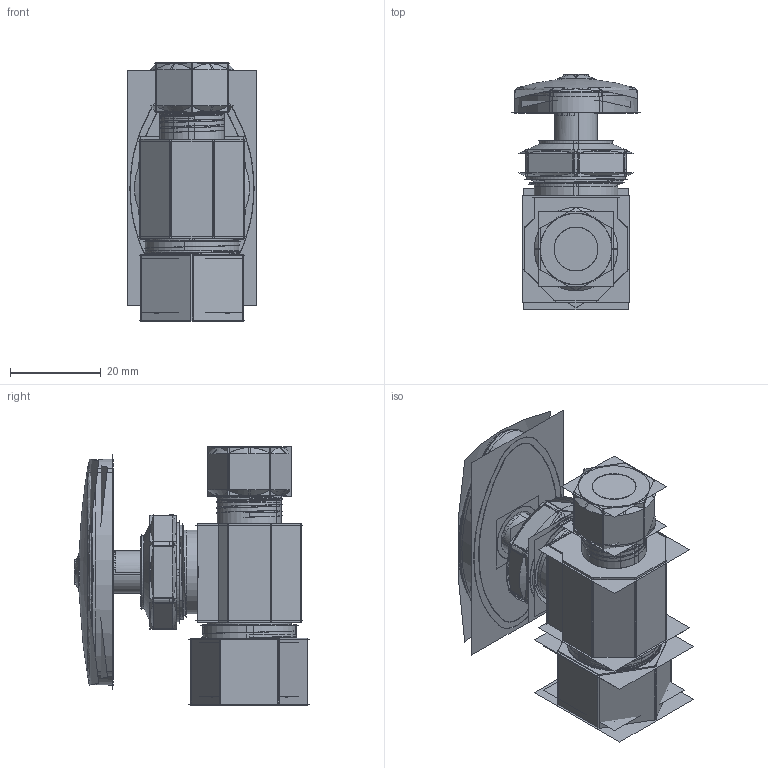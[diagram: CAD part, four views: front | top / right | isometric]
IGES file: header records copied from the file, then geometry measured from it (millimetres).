
Start section:  PTC IGES file: 412.igs
Global section: file name: 412.igs; native system: Creo Parametric by PTC Inc.; preprocessor: 2018500; author: NSantos; organization: Unknown; date: 20210615.180604; units: inch
Bounding box: 28.67 x 52.03 x 57.15 mm (x, y, z)
Surface area: 558176.3 mm2 (no closed solid volume)
Topology: 0 solids, 0 shells, 959 faces, 16325 edges, 21368 vertices
Faces by surface type: bspline 511, revolution 448
